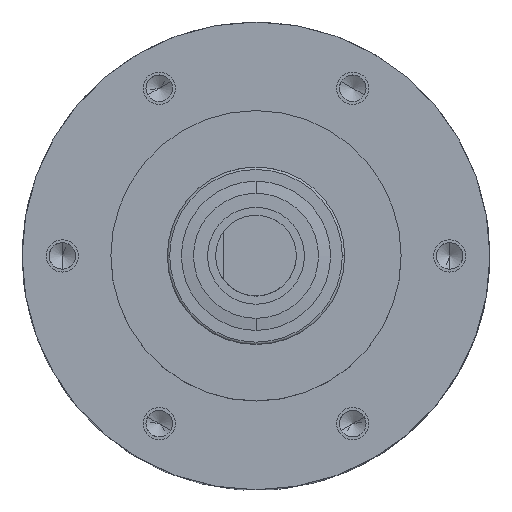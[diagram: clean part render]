
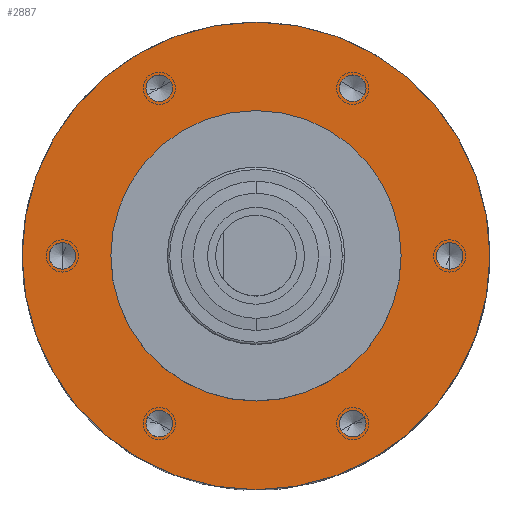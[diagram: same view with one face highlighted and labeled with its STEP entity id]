
A CAD part, top view. The second image highlights one B-rep face of the part: STEP entity #2887.
In plain terms, the highlighted planar face has unit normal (0, 0, 1).
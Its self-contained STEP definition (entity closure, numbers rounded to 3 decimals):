
#556=CARTESIAN_POINT('',(0.,0.,-8.));
#557=DIRECTION('',(0.,0.,1.));
#558=DIRECTION('',(-0.5,0.866,0.));
#559=AXIS2_PLACEMENT_3D('',#556,#557,#558);
#561=CARTESIAN_POINT('',(0.,0.,-8.));
#562=DIRECTION('',(0.,0.,1.));
#563=DIRECTION('',(0.5,-0.866,0.));
#564=AXIS2_PLACEMENT_3D('',#561,#562,#563);
#566=CARTESIAN_POINT('',(0.,0.,-8.));
#567=DIRECTION('',(0.,0.,-1.));
#568=DIRECTION('',(-0.5,0.866,0.));
#569=AXIS2_PLACEMENT_3D('',#566,#567,#568);
#571=CARTESIAN_POINT('',(0.,0.,-8.));
#572=DIRECTION('',(0.,0.,-1.));
#573=DIRECTION('',(0.5,-0.866,0.));
#574=AXIS2_PLACEMENT_3D('',#571,#572,#573);
#576=CARTESIAN_POINT('',(12.,-20.785,-8.));
#577=DIRECTION('',(0.,0.,-1.));
#578=DIRECTION('',(0.866,0.5,0.));
#579=AXIS2_PLACEMENT_3D('',#576,#577,#578);
#581=CARTESIAN_POINT('',(12.,-20.785,-8.));
#582=DIRECTION('',(0.,0.,-1.));
#583=DIRECTION('',(-0.866,-0.5,0.));
#584=AXIS2_PLACEMENT_3D('',#581,#582,#583);
#586=CARTESIAN_POINT('',(24.,0.,-8.));
#587=DIRECTION('',(0.,0.,-1.));
#588=DIRECTION('',(0.,1.,0.));
#589=AXIS2_PLACEMENT_3D('',#586,#587,#588);
#591=CARTESIAN_POINT('',(24.,0.,-8.));
#592=DIRECTION('',(0.,0.,-1.));
#593=DIRECTION('',(0.,-1.,0.));
#594=AXIS2_PLACEMENT_3D('',#591,#592,#593);
#596=CARTESIAN_POINT('',(12.,20.785,-8.));
#597=DIRECTION('',(0.,0.,-1.));
#598=DIRECTION('',(-0.866,0.5,0.));
#599=AXIS2_PLACEMENT_3D('',#596,#597,#598);
#601=CARTESIAN_POINT('',(12.,20.785,-8.));
#602=DIRECTION('',(0.,0.,-1.));
#603=DIRECTION('',(0.866,-0.5,0.));
#604=AXIS2_PLACEMENT_3D('',#601,#602,#603);
#606=CARTESIAN_POINT('',(-12.,20.785,-8.));
#607=DIRECTION('',(0.,0.,-1.));
#608=DIRECTION('',(-0.866,-0.5,0.));
#609=AXIS2_PLACEMENT_3D('',#606,#607,#608);
#611=CARTESIAN_POINT('',(-12.,20.785,-8.));
#612=DIRECTION('',(0.,0.,-1.));
#613=DIRECTION('',(0.866,0.5,0.));
#614=AXIS2_PLACEMENT_3D('',#611,#612,#613);
#616=CARTESIAN_POINT('',(-24.,0.,-8.));
#617=DIRECTION('',(0.,0.,-1.));
#618=DIRECTION('',(0.,-1.,0.));
#619=AXIS2_PLACEMENT_3D('',#616,#617,#618);
#621=CARTESIAN_POINT('',(-24.,0.,-8.));
#622=DIRECTION('',(0.,0.,-1.));
#623=DIRECTION('',(0.,1.,0.));
#624=AXIS2_PLACEMENT_3D('',#621,#622,#623);
#626=CARTESIAN_POINT('',(-12.,-20.785,-8.));
#627=DIRECTION('',(0.,0.,-1.));
#628=DIRECTION('',(0.866,-0.5,0.));
#629=AXIS2_PLACEMENT_3D('',#626,#627,#628);
#631=CARTESIAN_POINT('',(-12.,-20.785,-8.));
#632=DIRECTION('',(0.,0.,-1.));
#633=DIRECTION('',(-0.866,0.5,0.));
#634=AXIS2_PLACEMENT_3D('',#631,#632,#633);
#1969=CARTESIAN_POINT('',(-9.,15.588,-8.));
#1970=VERTEX_POINT('',#1969);
#1971=CARTESIAN_POINT('',(9.,-15.588,-8.));
#1972=VERTEX_POINT('',#1971);
#1973=CARTESIAN_POINT('',(-14.5,25.115,-8.));
#1974=CARTESIAN_POINT('',(14.5,-25.115,-8.));
#1975=VERTEX_POINT('',#1973);
#1976=VERTEX_POINT('',#1974);
#1977=CARTESIAN_POINT('',(13.429,-19.96,-8.));
#1978=CARTESIAN_POINT('',(10.571,-21.61,-8.));
#1979=VERTEX_POINT('',#1977);
#1980=VERTEX_POINT('',#1978);
#1981=CARTESIAN_POINT('',(24.,1.65,-8.));
#1982=CARTESIAN_POINT('',(24.,-1.65,-8.));
#1983=VERTEX_POINT('',#1981);
#1984=VERTEX_POINT('',#1982);
#1985=CARTESIAN_POINT('',(10.571,21.61,-8.));
#1986=CARTESIAN_POINT('',(13.429,19.96,-8.));
#1987=VERTEX_POINT('',#1985);
#1988=VERTEX_POINT('',#1986);
#1989=CARTESIAN_POINT('',(-13.429,19.96,-8.));
#1990=CARTESIAN_POINT('',(-10.571,21.61,-8.));
#1991=VERTEX_POINT('',#1989);
#1992=VERTEX_POINT('',#1990);
#1993=CARTESIAN_POINT('',(-24.,-1.65,-8.));
#1994=CARTESIAN_POINT('',(-24.,1.65,-8.));
#1995=VERTEX_POINT('',#1993);
#1996=VERTEX_POINT('',#1994);
#1997=CARTESIAN_POINT('',(-10.571,-21.61,-8.));
#1998=CARTESIAN_POINT('',(-13.429,-19.96,-8.));
#1999=VERTEX_POINT('',#1997);
#2000=VERTEX_POINT('',#1998);
#2836=CARTESIAN_POINT('',(0.,0.,-8.));
#2837=DIRECTION('',(0.,0.,1.));
#2838=DIRECTION('',(0.5,-0.866,0.));
#2839=AXIS2_PLACEMENT_3D('',#2836,#2837,#2838);
#2840=PLANE('',#2839);
#2841=ORIENTED_EDGE('',*,*,#2829,.F.);
#2842=ORIENTED_EDGE('',*,*,#2818,.F.);
#2843=EDGE_LOOP('',(#2841,#2842));
#2844=FACE_OUTER_BOUND('',#2843,.F.);
#2846=ORIENTED_EDGE('',*,*,#2845,.F.);
#2848=ORIENTED_EDGE('',*,*,#2847,.F.);
#2849=EDGE_LOOP('',(#2846,#2848));
#2850=FACE_BOUND('',#2849,.F.);
#2852=ORIENTED_EDGE('',*,*,#2851,.F.);
#2854=ORIENTED_EDGE('',*,*,#2853,.F.);
#2855=EDGE_LOOP('',(#2852,#2854));
#2856=FACE_BOUND('',#2855,.F.);
#2858=ORIENTED_EDGE('',*,*,#2857,.F.);
#2860=ORIENTED_EDGE('',*,*,#2859,.F.);
#2861=EDGE_LOOP('',(#2858,#2860));
#2862=FACE_BOUND('',#2861,.F.);
#2864=ORIENTED_EDGE('',*,*,#2863,.F.);
#2866=ORIENTED_EDGE('',*,*,#2865,.F.);
#2867=EDGE_LOOP('',(#2864,#2866));
#2868=FACE_BOUND('',#2867,.F.);
#2870=ORIENTED_EDGE('',*,*,#2869,.F.);
#2872=ORIENTED_EDGE('',*,*,#2871,.F.);
#2873=EDGE_LOOP('',(#2870,#2872));
#2874=FACE_BOUND('',#2873,.F.);
#2876=ORIENTED_EDGE('',*,*,#2875,.F.);
#2878=ORIENTED_EDGE('',*,*,#2877,.F.);
#2879=EDGE_LOOP('',(#2876,#2878));
#2880=FACE_BOUND('',#2879,.F.);
#2882=ORIENTED_EDGE('',*,*,#2881,.F.);
#2884=ORIENTED_EDGE('',*,*,#2883,.F.);
#2885=EDGE_LOOP('',(#2882,#2884));
#2886=FACE_BOUND('',#2885,.F.);
#560=CIRCLE('',#559,29.);
#565=CIRCLE('',#564,29.);
#570=CIRCLE('',#569,18.);
#575=CIRCLE('',#574,18.);
#580=CIRCLE('',#579,1.65);
#585=CIRCLE('',#584,1.65);
#590=CIRCLE('',#589,1.65);
#595=CIRCLE('',#594,1.65);
#600=CIRCLE('',#599,1.65);
#605=CIRCLE('',#604,1.65);
#610=CIRCLE('',#609,1.65);
#615=CIRCLE('',#614,1.65);
#620=CIRCLE('',#619,1.65);
#625=CIRCLE('',#624,1.65);
#630=CIRCLE('',#629,1.65);
#635=CIRCLE('',#634,1.65);
#2818=EDGE_CURVE('',#1976,#1975,#565,.T.);
#2829=EDGE_CURVE('',#1975,#1976,#560,.T.);
#2845=EDGE_CURVE('',#1970,#1972,#570,.T.);
#2847=EDGE_CURVE('',#1972,#1970,#575,.T.);
#2851=EDGE_CURVE('',#1979,#1980,#580,.T.);
#2853=EDGE_CURVE('',#1980,#1979,#585,.T.);
#2857=EDGE_CURVE('',#1983,#1984,#590,.T.);
#2859=EDGE_CURVE('',#1984,#1983,#595,.T.);
#2863=EDGE_CURVE('',#1987,#1988,#600,.T.);
#2865=EDGE_CURVE('',#1988,#1987,#605,.T.);
#2869=EDGE_CURVE('',#1991,#1992,#610,.T.);
#2871=EDGE_CURVE('',#1992,#1991,#615,.T.);
#2875=EDGE_CURVE('',#1995,#1996,#620,.T.);
#2877=EDGE_CURVE('',#1996,#1995,#625,.T.);
#2881=EDGE_CURVE('',#1999,#2000,#630,.T.);
#2883=EDGE_CURVE('',#2000,#1999,#635,.T.);
#2887=ADVANCED_FACE('',(#2844,#2850,#2856,#2862,#2868,#2874,#2880,#2886),#2840,
.T.);
